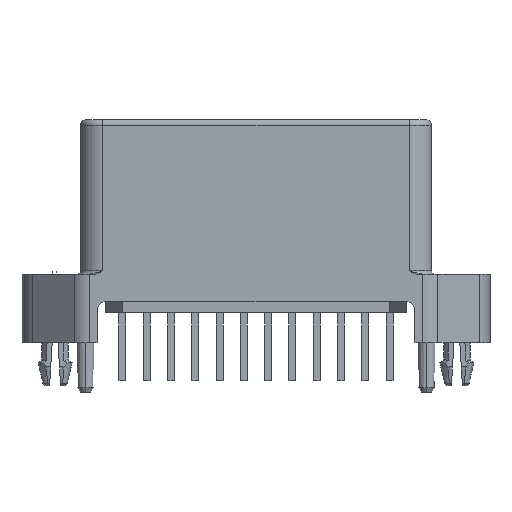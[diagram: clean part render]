
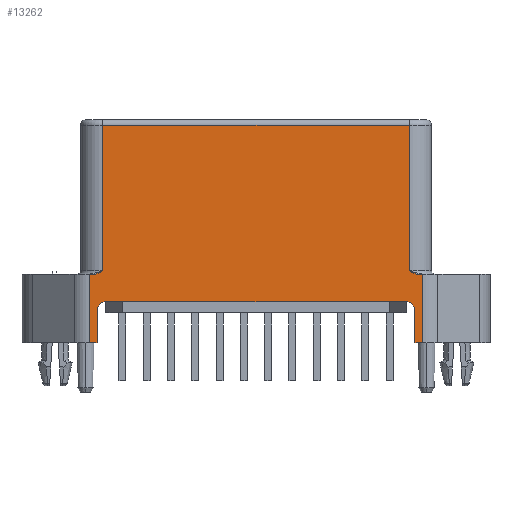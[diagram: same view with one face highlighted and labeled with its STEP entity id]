
A CAD part, front view. The second image highlights one B-rep face of the part: STEP entity #13262.
In plain terms, the highlighted planar face has unit normal (0, -1, 0).
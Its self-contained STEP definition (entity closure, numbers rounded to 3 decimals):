
#1368=DIRECTION('',(-1.,0.,0.));
#1369=VECTOR('',#1368,0.589);
#1370=CARTESIAN_POINT('',(-14.508,-3.5,-14.));
#1371=LINE('',#1370,#1369);
#1423=DIRECTION('',(-1.,0.,0.));
#1424=VECTOR('',#1423,0.589);
#1425=CARTESIAN_POINT('',(15.098,-3.5,-14.));
#1426=LINE('',#1425,#1424);
#1719=DIRECTION('',(1.,0.,0.));
#1720=VECTOR('',#1719,27.8);
#1721=CARTESIAN_POINT('',(-13.9,-3.5,-0.5));
#1722=LINE('',#1721,#1720);
#1850=CARTESIAN_POINT('',(14.508,-3.5,-14.));
#1852=CARTESIAN_POINT('',(13.9,-3.5,-13.7));
#1853=CARTESIAN_POINT('',(13.973,-3.5,
-13.738));
#1854=CARTESIAN_POINT('',(14.115,-3.5,
-13.813));
#1855=CARTESIAN_POINT('',(14.317,-3.5,
-13.915));
#1856=CARTESIAN_POINT('',(14.446,-3.5,
-13.973));
#1857=CARTESIAN_POINT('',(14.508,-3.5,-14.));
#1859=CARTESIAN_POINT('',(13.9,-3.5,-13.7));
#1867=DIRECTION('',(0.,0.,-1.));
#1868=VECTOR('',#1867,6.2);
#1869=CARTESIAN_POINT('',(15.098,-3.5,-14.));
#1870=LINE('',#1869,#1868);
#1871=DIRECTION('',(0.,0.,-1.));
#1872=VECTOR('',#1871,2.9);
#1873=CARTESIAN_POINT('',(14.4,-3.5,-17.3));
#1874=LINE('',#1873,#1872);
#1875=DIRECTION('',(0.,0.,-1.));
#1876=VECTOR('',#1875,2.9);
#1877=CARTESIAN_POINT('',(-14.4,-3.5,-17.3));
#1878=LINE('',#1877,#1876);
#1879=DIRECTION('',(0.,0.,-1.));
#1880=VECTOR('',#1879,6.2);
#1881=CARTESIAN_POINT('',(-15.098,-3.5,-14.));
#1882=LINE('',#1881,#1880);
#1900=DIRECTION('',(-1.,0.,0.));
#1901=VECTOR('',#1900,0.698);
#1902=CARTESIAN_POINT('',(-14.4,-3.5,-20.2));
#1903=LINE('',#1902,#1901);
#1917=DIRECTION('',(1.,0.,0.));
#1918=VECTOR('',#1917,0.698);
#1919=CARTESIAN_POINT('',(14.4,-3.5,-20.2));
#1920=LINE('',#1919,#1918);
#1947=CARTESIAN_POINT('',(-13.6,-3.5,-17.3));
#1948=DIRECTION('',(0.,1.,0.));
#1949=DIRECTION('',(-1.,0.,0.));
#1950=AXIS2_PLACEMENT_3D('',#1947,#1948,#1949);
#1968=DIRECTION('',(-1.,0.,0.));
#1969=VECTOR('',#1968,27.2);
#1970=CARTESIAN_POINT('',(13.6,-3.5,-16.5));
#1971=LINE('',#1970,#1969);
#2032=CARTESIAN_POINT('',(13.6,-3.5,-17.3));
#2033=DIRECTION('',(0.,1.,0.));
#2034=DIRECTION('',(0.,0.,1.));
#2035=AXIS2_PLACEMENT_3D('',#2032,#2033,#2034);
#5491=CARTESIAN_POINT('',(-14.508,-3.5,-14.));
#5513=CARTESIAN_POINT('',(-13.9,-3.5,-13.7));
#5515=CARTESIAN_POINT('',(-14.508,-3.5,-14.));
#5516=CARTESIAN_POINT('',(-14.446,-3.5,
-13.973));
#5517=CARTESIAN_POINT('',(-14.317,-3.5,
-13.915));
#5518=CARTESIAN_POINT('',(-14.115,-3.5,
-13.813));
#5519=CARTESIAN_POINT('',(-13.973,-3.5,
-13.738));
#5520=CARTESIAN_POINT('',(-13.9,-3.5,-13.7));
#5554=DIRECTION('',(0.,0.,1.));
#5555=VECTOR('',#5554,13.2);
#5556=CARTESIAN_POINT('',(-13.9,-3.5,-13.7));
#5557=LINE('',#5556,#5555);
#5573=DIRECTION('',(0.,0.,1.));
#5574=VECTOR('',#5573,13.2);
#5575=CARTESIAN_POINT('',(13.9,-3.5,-13.7));
#5576=LINE('',#5575,#5574);
#8366=CARTESIAN_POINT('',(14.4,-3.5,-20.2));
#8367=CARTESIAN_POINT('',(15.098,-3.5,-20.2));
#8368=VERTEX_POINT('',#8366);
#8369=VERTEX_POINT('',#8367);
#8374=CARTESIAN_POINT('',(-13.9,-3.5,-0.5));
#8375=CARTESIAN_POINT('',(13.9,-3.5,-0.5));
#8376=VERTEX_POINT('',#8374);
#8377=VERTEX_POINT('',#8375);
#8634=CARTESIAN_POINT('',(-15.098,-3.5,-20.2));
#8636=VERTEX_POINT('',#8634);
#8640=CARTESIAN_POINT('',(-14.4,-3.5,-20.2));
#8641=VERTEX_POINT('',#8640);
#8663=VERTEX_POINT('',#5513);
#8668=VERTEX_POINT('',#1859);
#8670=CARTESIAN_POINT('',(14.4,-3.5,-17.3));
#8672=VERTEX_POINT('',#8670);
#8683=CARTESIAN_POINT('',(-14.4,-3.5,-17.3));
#8685=VERTEX_POINT('',#8683);
#8694=CARTESIAN_POINT('',(13.6,-3.5,-16.5));
#8695=CARTESIAN_POINT('',(-13.6,-3.5,-16.5));
#8696=VERTEX_POINT('',#8694);
#8697=VERTEX_POINT('',#8695);
#9737=CARTESIAN_POINT('',(15.098,-3.5,-14.));
#9739=VERTEX_POINT('',#9737);
#9740=CARTESIAN_POINT('',(-15.098,-3.5,-14.));
#9742=VERTEX_POINT('',#9740);
#9779=VERTEX_POINT('',#5491);
#9790=VERTEX_POINT('',#1850);
#13227=CARTESIAN_POINT('',(15.9,-3.5,0.));
#13228=DIRECTION('',(0.,-1.,0.));
#13229=DIRECTION('',(-1.,0.,0.));
#13230=AXIS2_PLACEMENT_3D('',#13227,#13228,#13229);
#13231=PLANE('',#13230);
#13233=ORIENTED_EDGE('',*,*,#13232,.F.);
#13234=ORIENTED_EDGE('',*,*,#12406,.F.);
#13236=ORIENTED_EDGE('',*,*,#13235,.T.);
#13238=ORIENTED_EDGE('',*,*,#13237,.T.);
#13239=ORIENTED_EDGE('',*,*,#13025,.T.);
#13241=ORIENTED_EDGE('',*,*,#13240,.F.);
#13242=ORIENTED_EDGE('',*,*,#13220,.T.);
#13243=ORIENTED_EDGE('',*,*,#12477,.F.);
#13245=ORIENTED_EDGE('',*,*,#13244,.T.);
#13247=ORIENTED_EDGE('',*,*,#13246,.F.);
#13249=ORIENTED_EDGE('',*,*,#13248,.F.);
#13251=ORIENTED_EDGE('',*,*,#13250,.F.);
#13253=ORIENTED_EDGE('',*,*,#13252,.T.);
#13255=ORIENTED_EDGE('',*,*,#13254,.F.);
#13257=ORIENTED_EDGE('',*,*,#13256,.T.);
#13259=ORIENTED_EDGE('',*,*,#13258,.T.);
#13260=EDGE_LOOP('',(#13233,#13234,#13236,#13238,#13239,#13241,#13242,#13243,
#13245,#13247,#13249,#13251,#13253,#13255,#13257,#13259));
#13261=FACE_OUTER_BOUND('',#13260,.F.);
#1858=B_SPLINE_CURVE_WITH_KNOTS('',3,(#1852,#1853,#1854,#1855,#1856,#1857),
.UNSPECIFIED.,.F.,.F.,(4,1,1,4),(0.,0.333,0.667,1.),
.UNSPECIFIED.);
#1951=CIRCLE('',#1950,0.8);
#2036=CIRCLE('',#2035,0.8);
#5521=B_SPLINE_CURVE_WITH_KNOTS('',3,(#5515,#5516,#5517,#5518,#5519,#5520),
.UNSPECIFIED.,.F.,.F.,(4,1,1,4),(0.,0.333,0.667,1.),
.UNSPECIFIED.);
#12406=EDGE_CURVE('',#9779,#9742,#1371,.T.);
#12477=EDGE_CURVE('',#9739,#9790,#1426,.T.);
#13025=EDGE_CURVE('',#8376,#8377,#1722,.T.);
#13220=EDGE_CURVE('',#8668,#9790,#1858,.T.);
#13232=EDGE_CURVE('',#9742,#8636,#1882,.T.);
#13235=EDGE_CURVE('',#9779,#8663,#5521,.T.);
#13237=EDGE_CURVE('',#8663,#8376,#5557,.T.);
#13240=EDGE_CURVE('',#8668,#8377,#5576,.T.);
#13244=EDGE_CURVE('',#9739,#8369,#1870,.T.);
#13246=EDGE_CURVE('',#8368,#8369,#1920,.T.);
#13248=EDGE_CURVE('',#8672,#8368,#1874,.T.);
#13250=EDGE_CURVE('',#8696,#8672,#2036,.T.);
#13252=EDGE_CURVE('',#8696,#8697,#1971,.T.);
#13254=EDGE_CURVE('',#8685,#8697,#1951,.T.);
#13256=EDGE_CURVE('',#8685,#8641,#1878,.T.);
#13258=EDGE_CURVE('',#8641,#8636,#1903,.T.);
#13262=ADVANCED_FACE('',(#13261),#13231,.T.);
